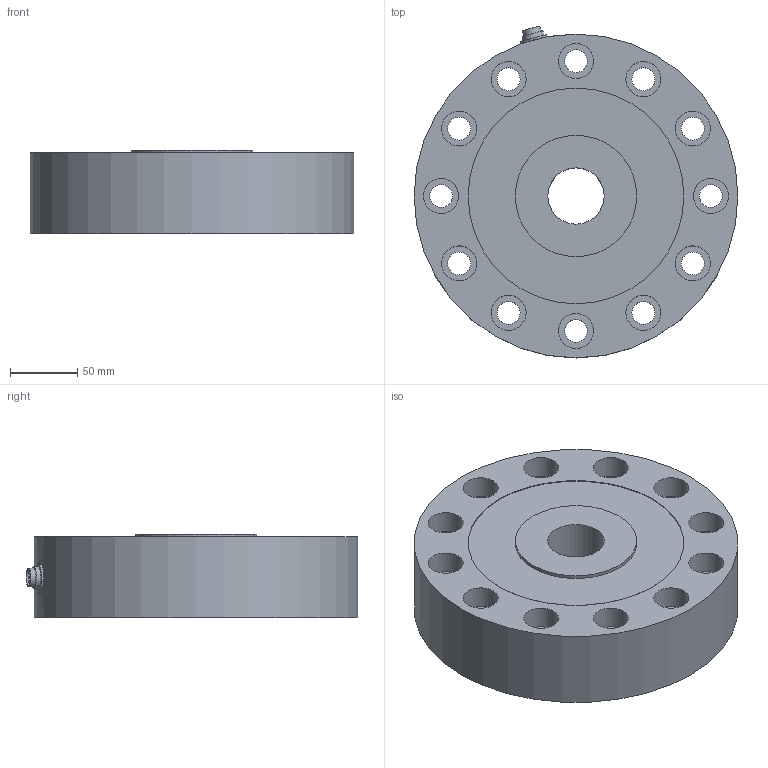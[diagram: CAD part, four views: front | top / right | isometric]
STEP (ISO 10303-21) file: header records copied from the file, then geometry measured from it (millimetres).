
FILE_DESCRIPTION( ( 'Unknown' ), '1' );
FILE_NAME( 'K11-500kN.stp', 'Unknown', ( 'Unknown' ), ( 'Unknown' ), 'PSStep 17.0.49', 'Unknown', ' ' );
FILE_SCHEMA( ( 'AUTOMOTIVE_DESIGN { 1 0 10303 214 1 1 1 1 }' ) );
Length unit declared in the file: millimetre
Products named in the file (3): Assem1; 1991-001_doc-00052850; 10000-100_doc-00013157
Assembly tree (2 placements, depth 2):
  Assem1
    1991-001_doc-00052850
    10000-100_doc-00013157
Bounding box: 240 x 246.08 x 62 mm (x, y, z)
Volume: 2311104.5 mm3; surface area: 185102.6 mm2
Topology: 2 solids, 2 shells, 77 faces, 143 edges, 98 vertices
Faces by surface type: cylinder 45, plane 32
Full cylindrical faces by diameter (mm): 1.5 x6, 13.6 x1, 15 x1, 16 x1, 17 x12, 18 x1, 20 x1, 26 x12, 41.752 x1, 90 x2, 160 x2, 240 x1
Entity records: 2500 total; most frequent: CARTESIAN_POINT 354, DIRECTION 340, ORIENTED_EDGE 188, EDGE_LOOP 172, AXIS2_PLACEMENT_3D 168, FACE_OUTER_BOUND 118, EDGE_CURVE 94, VERTEX_POINT 90
